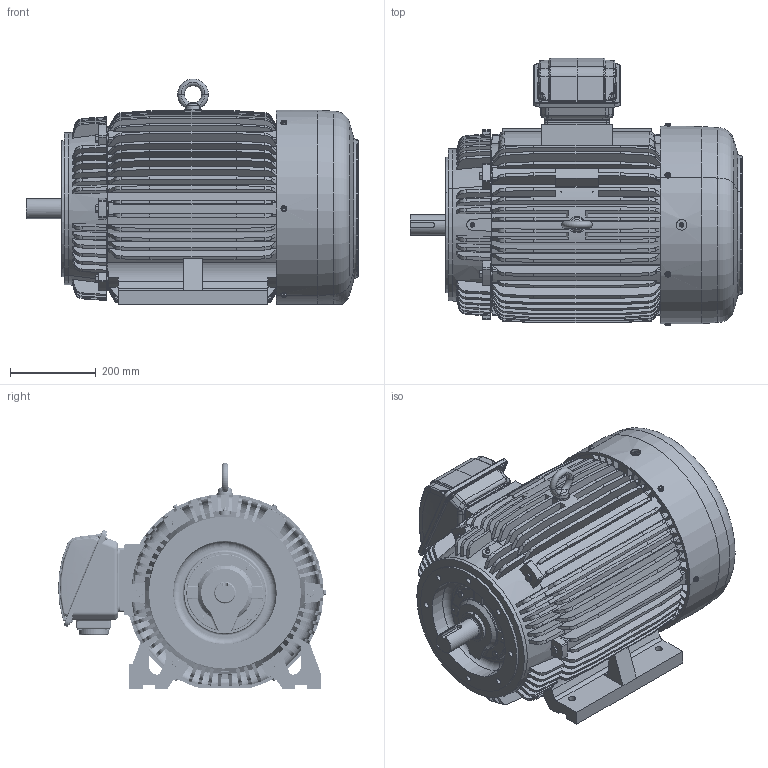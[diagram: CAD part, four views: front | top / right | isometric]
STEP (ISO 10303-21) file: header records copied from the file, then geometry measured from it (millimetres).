
FILE_DESCRIPTION(('CATIA V5 STEP Exchange'),'2;1');
FILE_NAME('364TS-HV-CF_AllCATPart.stp','2012-08-30T01:19:53+00:00',('none'),('none'),'CATIA Version 5 Release 19 SP 9 (IN-10)','CATIA V5 STEP AP203','none');
FILE_SCHEMA(('CONFIG_CONTROL_DESIGN'));
Products named in the file (1): 364TS-HV-CF_AllCATPart
Bounding box: 775.67 x 625.76 x 528 mm (x, y, z)
Volume: 28844079.8 mm3; surface area: 5205695.6 mm2
Topology: 48 solids, 48 shells, 4327 faces, 11626 edges, 7514 vertices
Faces by surface type: plane 1453, cylinder 1016, torus 889, cone 692, bspline 225, sphere 44, revolution 8
Entity records: 160501 total; most frequent: CARTESIAN_POINT 69038, ORIENTED_EDGE 23140, DIRECTION 11745, EDGE_CURVE 11570, VERTEX_POINT 7514, AXIS2_PLACEMENT_3D 6186, EDGE_LOOP 4734, ADVANCED_FACE 4327
